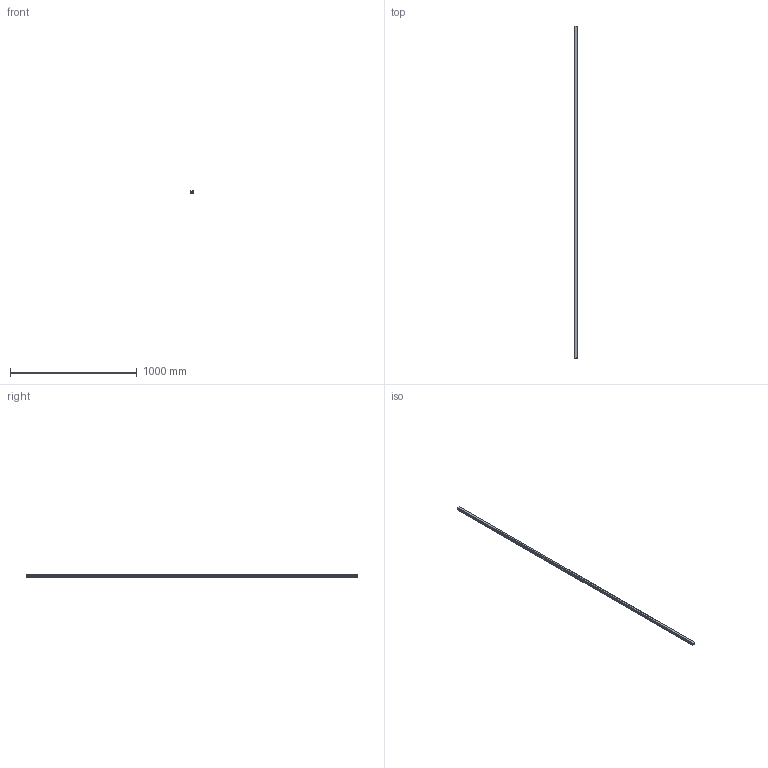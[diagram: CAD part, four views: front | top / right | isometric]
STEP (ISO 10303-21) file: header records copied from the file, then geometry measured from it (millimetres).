
FILE_DESCRIPTION(('STEP AP214'),'1');
FILE_NAME('cctmp_01FB331C-8D69-46CC-9DE2-D7439096A172_2021_01_25_12_06_11_0006..stp','2021-01-25T11:06:11',('HIWIN GmbH'),('CADClick - www.CADClick.com'),'Spatial InterOp 3D',' ','unknown authorization');
FILE_SCHEMA(('AUTOMOTIVE_DESIGN'));
Length unit declared in the file: millimetre
Products named in the file (1): HGR25T2620C_FILE
Bounding box: 23 x 2620 x 22 mm (x, y, z)
Volume: 1132687.3 mm3; surface area: 248885 mm2
Topology: 1 solids, 1 shells, 419 faces, 1283 edges, 782 vertices
Faces by surface type: plane 221, cylinder 110, cone 88
Entity records: 17245 total; most frequent: DIRECTION 2607, CARTESIAN_POINT 2397, ORIENTED_EDGE 2390, EDGE_CURVE 1195, AXIS2_PLACEMENT_3D 992, VERTEX_POINT 782, LINE 623, VECTOR 623
